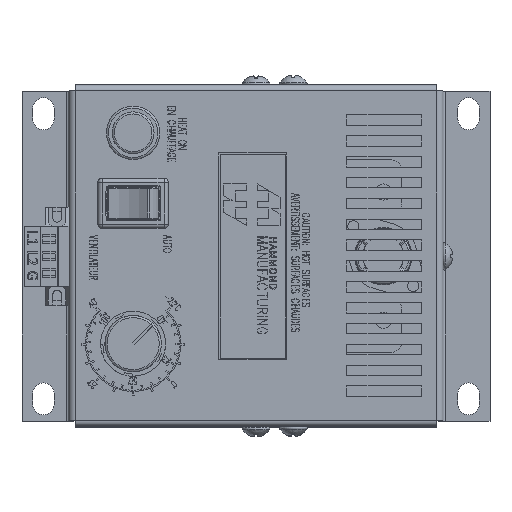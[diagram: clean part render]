
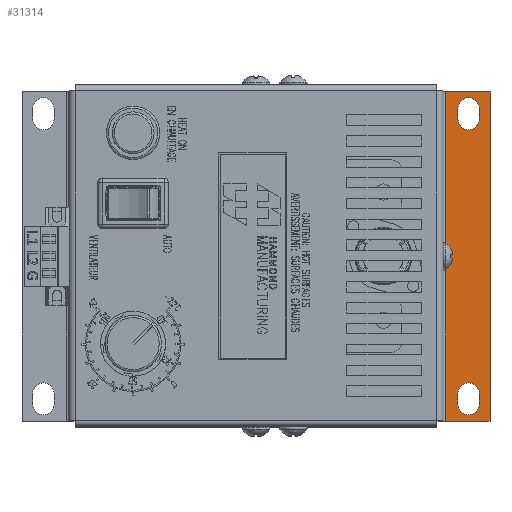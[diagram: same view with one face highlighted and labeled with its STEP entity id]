
A CAD part, top view. The second image highlights one B-rep face of the part: STEP entity #31314.
In plain terms, the highlighted planar face has unit normal (0, 0, 1).
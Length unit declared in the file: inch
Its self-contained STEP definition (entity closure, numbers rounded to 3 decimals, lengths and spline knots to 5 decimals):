
#1222 = LINE ( 'NONE', #104164, #28146 ) ;
#1816 = EDGE_CURVE ( 'NONE', #76887, #56297, #5042, .T. ) ;
#3207 = ORIENTED_EDGE ( 'NONE', *, *, #80238, .T. ) ;
#5042 = LINE ( 'NONE', #88698, #56265 ) ;
#13560 = DIRECTION ( 'NONE',  ( 1., 0., 0. ) ) ;
#17354 = DIRECTION ( 'NONE',  ( 0., -1., 0. ) ) ;
#18201 = EDGE_CURVE ( 'NONE', #99059, #126416, #20943, .T. ) ;
#19456 = EDGE_CURVE ( 'NONE', #34865, #24125, #76127, .T. ) ;
#19765 = AXIS2_PLACEMENT_3D ( 'NONE', #129351, #77218, #74488 ) ;
#20943 = LINE ( 'NONE', #38795, #65983 ) ;
#21076 = EDGE_LOOP ( 'NONE', ( #21768, #38003, #54898, #120917 ) ) ;
#21768 = ORIENTED_EDGE ( 'NONE', *, *, #21833, .T. ) ;
#21833 = EDGE_CURVE ( 'NONE', #70077, #62358, #26756, .T. ) ;
#23833 = FACE_BOUND ( 'NONE', #83578, .T. ) ;
#24125 = VERTEX_POINT ( 'NONE', #36457 ) ;
#24155 = LINE ( 'NONE', #107153, #39490 ) ;
#26756 = LINE ( 'NONE', #58257, #98485 ) ;
#28146 = VECTOR ( 'NONE', #128130, 39.37008 ) ;
#30640 = CARTESIAN_POINT ( 'NONE',  ( 2.6125, -1.6055, -4.398 ) ) ;
#31314 = ADVANCED_FACE ( 'NONE', ( #82167, #124019, #23833 ), #55374, .T. ) ;
#31706 = EDGE_CURVE ( 'NONE', #126416, #76887, #93696, .T. ) ;
#34173 = EDGE_LOOP ( 'NONE', ( #70860, #118162, #48286, #3207 ) ) ;
#34585 = AXIS2_PLACEMENT_3D ( 'NONE', #86082, #84701, #75796 ) ;
#34865 = VERTEX_POINT ( 'NONE', #92686 ) ;
#36457 = CARTESIAN_POINT ( 'NONE',  ( 2.7375, 1.929, -4.398 ) ) ;
#36972 = CARTESIAN_POINT ( 'NONE',  ( 2.3625, 1.6055, -4.398 ) ) ;
#37856 = DIRECTION ( 'NONE',  ( 1., 0., 0. ) ) ;
#38003 = ORIENTED_EDGE ( 'NONE', *, *, #102530, .F. ) ;
#38795 = CARTESIAN_POINT ( 'NONE',  ( 2.3625, 0., -4.398 ) ) ;
#39490 = VECTOR ( 'NONE', #116745, 39.37008 ) ;
#39835 = VECTOR ( 'NONE', #103361, 39.37008 ) ;
#42480 = CARTESIAN_POINT ( 'NONE',  ( 2.2175, -1.929, -4.398 ) ) ;
#42987 = CARTESIAN_POINT ( 'NONE',  ( 2.3625, 1.7305, -4.398 ) ) ;
#43704 = AXIS2_PLACEMENT_3D ( 'NONE', #57541, #78792, #68518 ) ;
#48117 = CARTESIAN_POINT ( 'NONE',  ( 2.4875, 1.6055, -4.398 ) ) ;
#48286 = ORIENTED_EDGE ( 'NONE', *, *, #115512, .T. ) ;
#54898 = ORIENTED_EDGE ( 'NONE', *, *, #19456, .T. ) ;
#55374 = PLANE ( 'NONE',  #95860 ) ;
#56265 = VECTOR ( 'NONE', #17354, 39.37008 ) ;
#56297 = VERTEX_POINT ( 'NONE', #117841 ) ;
#57527 = EDGE_CURVE ( 'NONE', #70077, #24125, #70459, .T. ) ;
#57541 = CARTESIAN_POINT ( 'NONE',  ( 2.4875, -1.6055, -4.398 ) ) ;
#57617 = VECTOR ( 'NONE', #96109, 39.37008 ) ;
#58257 = CARTESIAN_POINT ( 'NONE',  ( 2.2175, 0., -4.398 ) ) ;
#59666 = CIRCLE ( 'NONE', #79452, 0.125 ) ;
#62358 = VERTEX_POINT ( 'NONE', #42480 ) ;
#62769 = DIRECTION ( 'NONE',  ( 0., 1., 0. ) ) ;
#62935 = ORIENTED_EDGE ( 'NONE', *, *, #31706, .T. ) ;
#64311 = DIRECTION ( 'NONE',  ( 0., 0., 1. ) ) ;
#65670 = CARTESIAN_POINT ( 'NONE',  ( 2.43631, 0., -4.398 ) ) ;
#65852 = CARTESIAN_POINT ( 'NONE',  ( 2.7375, 0., -4.398 ) ) ;
#65983 = VECTOR ( 'NONE', #62769, 39.37008 ) ;
#68518 = DIRECTION ( 'NONE',  ( -1., 0., 0. ) ) ;
#70077 = VERTEX_POINT ( 'NONE', #94329 ) ;
#70459 = LINE ( 'NONE', #81412, #39835 ) ;
#70860 = ORIENTED_EDGE ( 'NONE', *, *, #106574, .T. ) ;
#74488 = DIRECTION ( 'NONE',  ( -1., 0., 0. ) ) ;
#74770 = DIRECTION ( 'NONE',  ( 0., 1., 0. ) ) ;
#75796 = DIRECTION ( 'NONE',  ( 1., 0., 0. ) ) ;
#76127 = LINE ( 'NONE', #65852, #78687 ) ;
#76887 = VERTEX_POINT ( 'NONE', #88741 ) ;
#76915 = CARTESIAN_POINT ( 'NONE',  ( 2.6125, 0., -4.398 ) ) ;
#77218 = DIRECTION ( 'NONE',  ( 0., 0., -1. ) ) ;
#78687 = VECTOR ( 'NONE', #74770, 39.37008 ) ;
#78792 = DIRECTION ( 'NONE',  ( 0., 0., -1. ) ) ;
#79452 = AXIS2_PLACEMENT_3D ( 'NONE', #48117, #89968, #37856 ) ;
#80238 = EDGE_CURVE ( 'NONE', #110444, #82712, #109577, .T. ) ;
#81412 = CARTESIAN_POINT ( 'NONE',  ( 2.1365, 1.929, -4.398 ) ) ;
#82167 = FACE_OUTER_BOUND ( 'NONE', #21076, .T. ) ;
#82712 = VERTEX_POINT ( 'NONE', #115054 ) ;
#83578 = EDGE_LOOP ( 'NONE', ( #134267, #62935, #100938, #91146 ) ) ;
#84701 = DIRECTION ( 'NONE',  ( 0., 0., -1. ) ) ;
#84967 = CARTESIAN_POINT ( 'NONE',  ( 2.6125, -1.7305, -4.398 ) ) ;
#85317 = CIRCLE ( 'NONE', #43704, 0.125 ) ;
#86082 = CARTESIAN_POINT ( 'NONE',  ( 2.4875, 1.7305, -4.398 ) ) ;
#88698 = CARTESIAN_POINT ( 'NONE',  ( 2.6125, 0., -4.398 ) ) ;
#88741 = CARTESIAN_POINT ( 'NONE',  ( 2.6125, 1.7305, -4.398 ) ) ;
#89243 = VERTEX_POINT ( 'NONE', #104354 ) ;
#89968 = DIRECTION ( 'NONE',  ( 0., 0., -1. ) ) ;
#91146 = ORIENTED_EDGE ( 'NONE', *, *, #129431, .T. ) ;
#92686 = CARTESIAN_POINT ( 'NONE',  ( 2.7375, -1.929, -4.398 ) ) ;
#93696 = CIRCLE ( 'NONE', #34585, 0.125 ) ;
#94329 = CARTESIAN_POINT ( 'NONE',  ( 2.2175, 1.929, -4.398 ) ) ;
#95860 = AXIS2_PLACEMENT_3D ( 'NONE', #65670, #64311, #13560 ) ;
#96109 = DIRECTION ( 'NONE',  ( 0., -1., 0. ) ) ;
#98485 = VECTOR ( 'NONE', #100105, 39.37008 ) ;
#99059 = VERTEX_POINT ( 'NONE', #36972 ) ;
#100105 = DIRECTION ( 'NONE',  ( 0., -1., 0. ) ) ;
#100938 = ORIENTED_EDGE ( 'NONE', *, *, #1816, .T. ) ;
#102530 = EDGE_CURVE ( 'NONE', #34865, #62358, #1222, .T. ) ;
#103361 = DIRECTION ( 'NONE',  ( 1., 0., 0. ) ) ;
#103930 = VERTEX_POINT ( 'NONE', #30640 ) ;
#104164 = CARTESIAN_POINT ( 'NONE',  ( 2.1875, -1.929, -4.398 ) ) ;
#104354 = CARTESIAN_POINT ( 'NONE',  ( 2.3625, -1.6055, -4.398 ) ) ;
#106574 = EDGE_CURVE ( 'NONE', #82712, #89243, #24155, .T. ) ;
#107153 = CARTESIAN_POINT ( 'NONE',  ( 2.3625, 0., -4.398 ) ) ;
#107804 = LINE ( 'NONE', #76915, #57617 ) ;
#109577 = CIRCLE ( 'NONE', #19765, 0.125 ) ;
#110444 = VERTEX_POINT ( 'NONE', #84967 ) ;
#115054 = CARTESIAN_POINT ( 'NONE',  ( 2.3625, -1.7305, -4.398 ) ) ;
#115512 = EDGE_CURVE ( 'NONE', #103930, #110444, #107804, .T. ) ;
#116745 = DIRECTION ( 'NONE',  ( 0., 1., 0. ) ) ;
#117841 = CARTESIAN_POINT ( 'NONE',  ( 2.6125, 1.6055, -4.398 ) ) ;
#118162 = ORIENTED_EDGE ( 'NONE', *, *, #126100, .T. ) ;
#120917 = ORIENTED_EDGE ( 'NONE', *, *, #57527, .F. ) ;
#124019 = FACE_BOUND ( 'NONE', #34173, .T. ) ;
#126100 = EDGE_CURVE ( 'NONE', #89243, #103930, #85317, .T. ) ;
#126416 = VERTEX_POINT ( 'NONE', #42987 ) ;
#128130 = DIRECTION ( 'NONE',  ( -1., 0., 0. ) ) ;
#129351 = CARTESIAN_POINT ( 'NONE',  ( 2.4875, -1.7305, -4.398 ) ) ;
#129431 = EDGE_CURVE ( 'NONE', #56297, #99059, #59666, .T. ) ;
#134267 = ORIENTED_EDGE ( 'NONE', *, *, #18201, .T. ) ;
